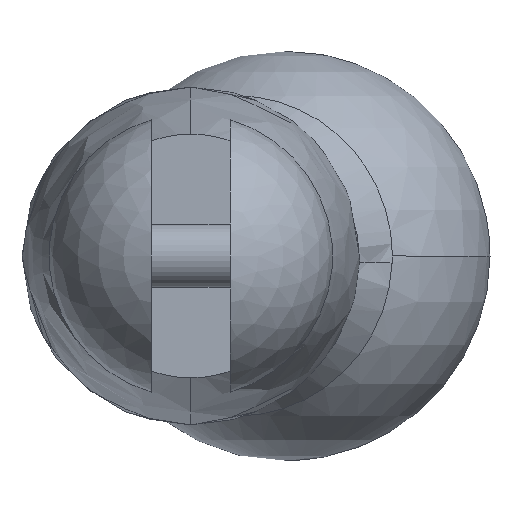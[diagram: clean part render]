
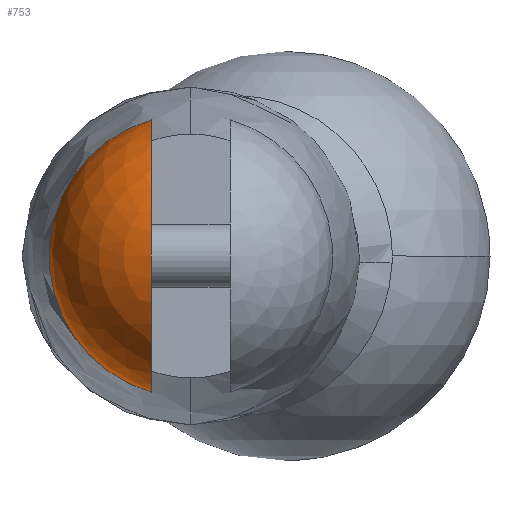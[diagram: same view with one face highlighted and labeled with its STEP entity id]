
A CAD part, front view. The second image highlights one B-rep face of the part: STEP entity #753.
In plain terms, the highlighted spherical face has radius 45.018 mm.
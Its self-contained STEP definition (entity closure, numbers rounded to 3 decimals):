
#112 = FACE_OUTER_BOUND ( 'NONE', #572, .T. ) ;
#162 = SPHERICAL_SURFACE ( 'NONE', #596, 45.018 ) ;
#178 = AXIS2_PLACEMENT_3D ( 'NONE', #1213, #563, #1316 ) ;
#260 = ORIENTED_EDGE ( 'NONE', *, *, #1089, .T. ) ;
#288 = AXIS2_PLACEMENT_3D ( 'NONE', #630, #1383, #741 ) ;
#327 = VERTEX_POINT ( 'NONE', #1077 ) ;
#335 = VERTEX_POINT ( 'NONE', #1070 ) ;
#563 = DIRECTION ( 'NONE',  ( -1., 0., 0. ) ) ;
#572 = EDGE_LOOP ( 'NONE', ( #1327, #260 ) ) ;
#596 = AXIS2_PLACEMENT_3D ( 'NONE', #789, #787, #772 ) ;
#630 = CARTESIAN_POINT ( 'NONE',  ( -30., -268.252, 0. ) ) ;
#684 = CIRCLE ( 'NONE', #178, 43.248 ) ;
#741 = DIRECTION ( 'NONE',  ( -1., 0., 0. ) ) ;
#753 = ADVANCED_FACE ( 'NONE', ( #112 ), #162, .T. ) ;
#772 = DIRECTION ( 'NONE',  ( 1., 0., 0. ) ) ;
#787 = DIRECTION ( 'NONE',  ( 0., 1., 0. ) ) ;
#789 = CARTESIAN_POINT ( 'NONE',  ( -30., -268.252, 0. ) ) ;
#987 = EDGE_CURVE ( 'NONE', #335, #327, #1323, .T. ) ;
#1070 = CARTESIAN_POINT ( 'NONE',  ( -42.5, -268.252, -43.248 ) ) ;
#1077 = CARTESIAN_POINT ( 'NONE',  ( -42.5, -268.252, 43.248 ) ) ;
#1089 = EDGE_CURVE ( 'NONE', #335, #327, #684, .T. ) ;
#1213 = CARTESIAN_POINT ( 'NONE',  ( -42.5, -268.252, 0. ) ) ;
#1316 = DIRECTION ( 'NONE',  ( 0., 0., -1. ) ) ;
#1323 = CIRCLE ( 'NONE', #288, 45.018 ) ;
#1327 = ORIENTED_EDGE ( 'NONE', *, *, #987, .F. ) ;
#1383 = DIRECTION ( 'NONE',  ( 0., 1., 0. ) ) ;
